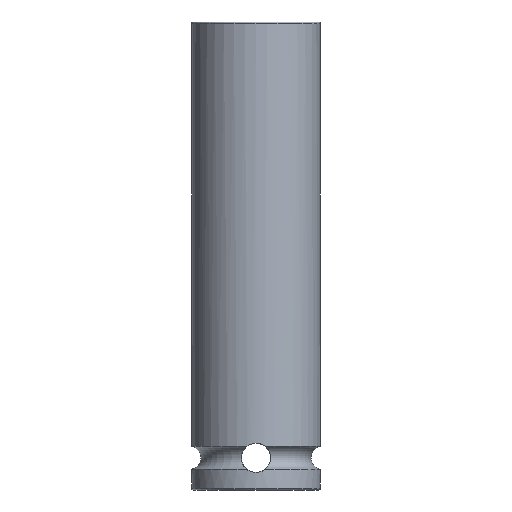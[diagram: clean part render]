
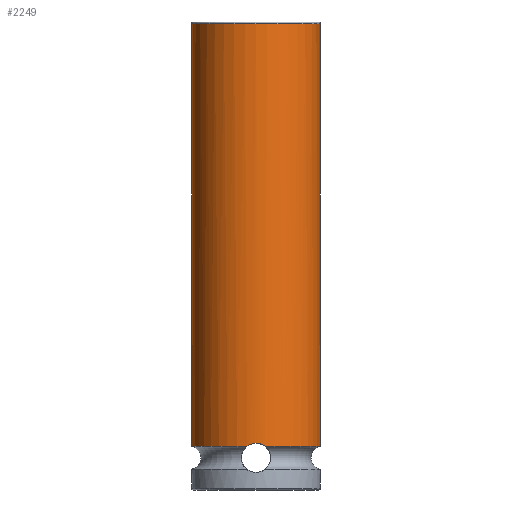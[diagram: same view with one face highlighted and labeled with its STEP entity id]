
A CAD part, left-side view. The second image highlights one B-rep face of the part: STEP entity #2249.
In plain terms, the highlighted cylindrical face has radius 11 mm (diameter 22 mm), a partial arc.
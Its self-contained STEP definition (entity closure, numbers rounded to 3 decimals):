
#959=CARTESIAN_POINT('',(0.,0.,79.7));
#960=DIRECTION('',(0.,0.,1.));
#961=DIRECTION('',(0.,1.,0.));
#962=AXIS2_PLACEMENT_3D('',#959,#960,#961);
#967=DIRECTION('',(0.,0.,1.));
#968=VECTOR('',#967,72.24);
#969=CARTESIAN_POINT('',(0.,-11.,7.46));
#970=LINE('',#969,#968);
#974=CARTESIAN_POINT('',(0.,0.,7.46));
#975=DIRECTION('',(0.,0.,-1.));
#976=DIRECTION('',(0.,-1.,0.));
#977=AXIS2_PLACEMENT_3D('',#974,#975,#976);
#982=CARTESIAN_POINT('',(-11.,0.,8.));
#983=CARTESIAN_POINT('',(-11.,-0.141,8.));
#984=CARTESIAN_POINT('',(-10.995,-0.419,
7.976));
#985=CARTESIAN_POINT('',(-10.971,-0.826,
7.872));
#986=CARTESIAN_POINT('',(-10.935,-1.211,7.7));
#987=CARTESIAN_POINT('',(-10.906,-1.442,7.547));
#988=CARTESIAN_POINT('',(-10.89,-1.552,7.46));
#993=CARTESIAN_POINT('',(-10.89,1.552,7.46));
#994=CARTESIAN_POINT('',(-10.906,1.442,7.547));
#995=CARTESIAN_POINT('',(-10.935,1.211,7.7));
#996=CARTESIAN_POINT('',(-10.971,0.826,7.872));
#997=CARTESIAN_POINT('',(-10.995,0.419,7.976));
#998=CARTESIAN_POINT('',(-11.,0.141,8.));
#999=CARTESIAN_POINT('',(-11.,0.,8.));
#1004=CARTESIAN_POINT('',(0.,0.,7.46));
#1005=DIRECTION('',(0.,0.,-1.));
#1006=DIRECTION('',(-0.99,0.141,0.));
#1007=AXIS2_PLACEMENT_3D('',#1004,#1005,#1006);
#1012=DIRECTION('',(0.,0.,1.));
#1013=VECTOR('',#1012,72.24);
#1014=CARTESIAN_POINT('',(0.,11.,7.46));
#1015=LINE('',#1014,#1013);
#1596=CARTESIAN_POINT('',(-11.,0.,8.));
#1598=VERTEX_POINT('',#1596);
#1610=VERTEX_POINT('',#993);
#1611=VERTEX_POINT('',#988);
#1688=CARTESIAN_POINT('',(0.,11.,79.7));
#1689=CARTESIAN_POINT('',(0.,-11.,79.7));
#1690=VERTEX_POINT('',#1688);
#1691=VERTEX_POINT('',#1689);
#1692=CARTESIAN_POINT('',(0.,11.,7.46));
#1693=VERTEX_POINT('',#1692);
#1694=CARTESIAN_POINT('',(0.,-11.,7.46));
#1695=VERTEX_POINT('',#1694);
#2231=CARTESIAN_POINT('',(0.,0.,84.));
#2232=DIRECTION('',(0.,0.,-1.));
#2233=DIRECTION('',(0.,-1.,0.));
#2234=AXIS2_PLACEMENT_3D('',#2231,#2232,#2233);
#2235=CYLINDRICAL_SURFACE('',#2234,11.);
#2236=ORIENTED_EDGE('',*,*,#2122,.T.);
#2237=ORIENTED_EDGE('',*,*,#2180,.F.);
#2239=ORIENTED_EDGE('',*,*,#2238,.T.);
#2241=ORIENTED_EDGE('',*,*,#2240,.F.);
#2243=ORIENTED_EDGE('',*,*,#2242,.F.);
#2245=ORIENTED_EDGE('',*,*,#2244,.T.);
#2246=ORIENTED_EDGE('',*,*,#2170,.T.);
#2247=EDGE_LOOP('',(#2236,#2237,#2239,#2241,#2243,#2245,#2246));
#2248=FACE_OUTER_BOUND('',#2247,.F.);
#2249=ADVANCED_FACE('',(#2248),#2235,.T.);
#963=CIRCLE('',#962,11.);
#978=CIRCLE('',#977,11.);
#989=B_SPLINE_CURVE_WITH_KNOTS('',3,(#982,#983,#984,#985,#986,#987,#988),
.UNSPECIFIED.,.F.,.F.,(4,1,1,1,4),(0.,0.25,0.5,0.75,1.),
.UNSPECIFIED.);
#1000=B_SPLINE_CURVE_WITH_KNOTS('',3,(#993,#994,#995,#996,#997,#998,#999),
.UNSPECIFIED.,.F.,.F.,(4,1,1,1,4),(0.,0.25,0.5,0.75,1.),
.UNSPECIFIED.);
#1008=CIRCLE('',#1007,11.);
#2122=EDGE_CURVE('',#1690,#1691,#963,.T.);
#2170=EDGE_CURVE('',#1693,#1690,#1015,.T.);
#2180=EDGE_CURVE('',#1695,#1691,#970,.T.);
#2238=EDGE_CURVE('',#1695,#1611,#978,.T.);
#2240=EDGE_CURVE('',#1598,#1611,#989,.T.);
#2242=EDGE_CURVE('',#1610,#1598,#1000,.T.);
#2244=EDGE_CURVE('',#1610,#1693,#1008,.T.);
